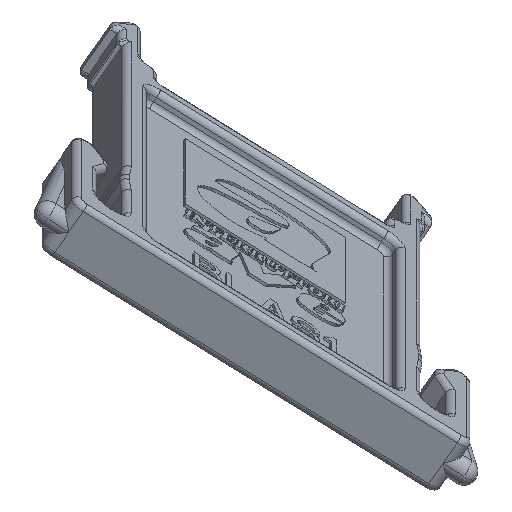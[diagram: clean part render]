
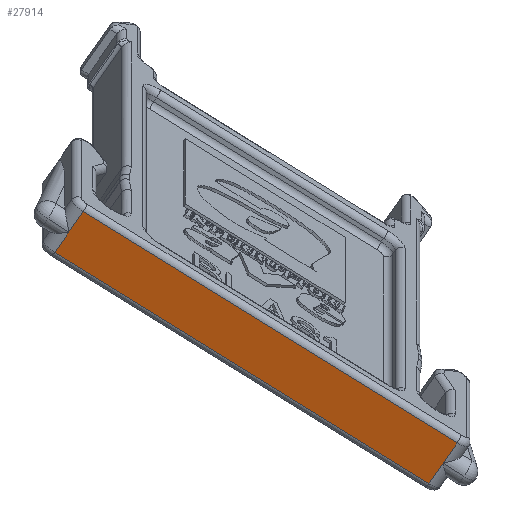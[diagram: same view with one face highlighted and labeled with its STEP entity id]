
A CAD part, front view. The second image highlights one B-rep face of the part: STEP entity #27914.
In plain terms, the highlighted face is planar.
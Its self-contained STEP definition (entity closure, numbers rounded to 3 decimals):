
#26034=CARTESIAN_POINT('Vertex',(16.05,0.,-1.85)) ;
#26058=CARTESIAN_POINT('Vertex',(16.05,0.,1.85)) ;
#26107=CARTESIAN_POINT('Vertex',(16.05,0.,0.)) ;
#26112=CARTESIAN_POINT('Line Origine',(16.05,0.,0.)) ;
#26150=CARTESIAN_POINT('Line Origine',(16.05,0.,0.)) ;
#26637=CARTESIAN_POINT('Vertex',(-16.05,0.,-1.85)) ;
#26675=CARTESIAN_POINT('Vertex',(-16.05,0.,1.85)) ;
#26718=CARTESIAN_POINT('Line Origine',(-16.05,0.,0.)) ;
#26722=CARTESIAN_POINT('Vertex',(-16.05,0.,0.)) ;
#26746=CARTESIAN_POINT('Line Origine',(-16.05,0.,0.)) ;
#26784=CARTESIAN_POINT('Line Origine',(-8.525,0.,-1.85)) ;
#26811=CARTESIAN_POINT('Line Origine',(-8.525,0.,1.85)) ;
#27901=CARTESIAN_POINT('Axis2P3D Location',(-16.05,0.,0.)) ;
#26113=DIRECTION('Vector Direction',(0.,0.,1.)) ;
#26151=DIRECTION('Vector Direction',(0.,0.,1.)) ;
#26719=DIRECTION('Vector Direction',(0.,0.,-1.)) ;
#26747=DIRECTION('Vector Direction',(0.,0.,-1.)) ;
#26785=DIRECTION('Vector Direction',(1.,0.,0.)) ;
#26812=DIRECTION('Vector Direction',(-1.,0.,0.)) ;
#27902=DIRECTION('Axis2P3D Direction',(0.,-1.,0.)) ;
#27903=DIRECTION('Axis2P3D XDirection',(1.,0.,0.)) ;
#27904=AXIS2_PLACEMENT_3D('Plane Axis2P3D',#27901,#27902,#27903) ;
#27907=ORIENTED_EDGE('',*,*,#26750,.F.) ;
#27908=ORIENTED_EDGE('',*,*,#26724,.F.) ;
#27909=ORIENTED_EDGE('',*,*,#26788,.T.) ;
#27910=ORIENTED_EDGE('',*,*,#26116,.T.) ;
#27911=ORIENTED_EDGE('',*,*,#26154,.T.) ;
#27912=ORIENTED_EDGE('',*,*,#26815,.F.) ;
#26114=VECTOR('Line Direction',#26113,1.) ;
#26152=VECTOR('Line Direction',#26151,1.) ;
#26720=VECTOR('Line Direction',#26719,1.) ;
#26748=VECTOR('Line Direction',#26747,1.) ;
#26786=VECTOR('Line Direction',#26785,1.) ;
#26813=VECTOR('Line Direction',#26812,1.) ;
#27914=ADVANCED_FACE('PartBody',(#27913),#27905,.T.) ;
#26116=EDGE_CURVE('',#26035,#26108,#26115,.T.) ;
#26154=EDGE_CURVE('',#26108,#26059,#26153,.T.) ;
#26724=EDGE_CURVE('',#26638,#26723,#26721,.F.) ;
#26750=EDGE_CURVE('',#26723,#26676,#26749,.F.) ;
#26788=EDGE_CURVE('',#26638,#26035,#26787,.T.) ;
#26815=EDGE_CURVE('',#26676,#26059,#26814,.F.) ;
#27906=EDGE_LOOP('',(#27907,#27908,#27909,#27910,#27911,#27912)) ;
#27913=FACE_OUTER_BOUND('',#27906,.T.) ;
#26115=LINE('Line',#26112,#26114) ;
#26153=LINE('Line',#26150,#26152) ;
#26721=LINE('Line',#26718,#26720) ;
#26749=LINE('Line',#26746,#26748) ;
#26787=LINE('Line',#26784,#26786) ;
#26814=LINE('Line',#26811,#26813) ;
#27905=PLANE('',#27904) ;
#26035=VERTEX_POINT('',#26034) ;
#26059=VERTEX_POINT('',#26058) ;
#26108=VERTEX_POINT('',#26107) ;
#26638=VERTEX_POINT('',#26637) ;
#26676=VERTEX_POINT('',#26675) ;
#26723=VERTEX_POINT('',#26722) ;
